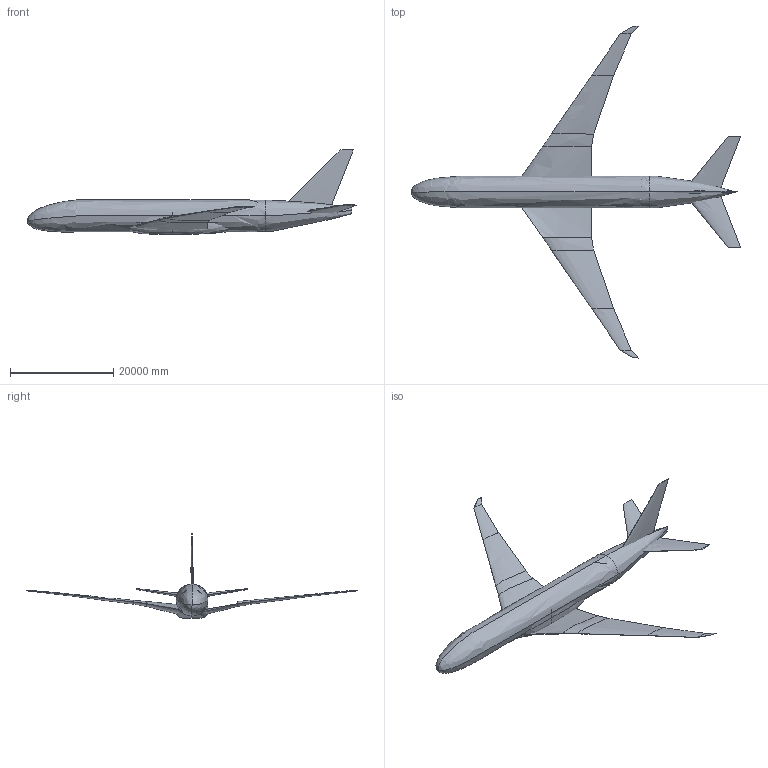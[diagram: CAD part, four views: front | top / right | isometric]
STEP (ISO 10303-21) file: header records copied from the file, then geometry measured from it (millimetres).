
FILE_DESCRIPTION( ( '' ), ' ' );
FILE_NAME( '5aabdc06d601a20ebb0bbb4e.step', '2018-03-16T15:00:22', ( '' ), ( '' ), ' ', ' ', ' ' );
FILE_SCHEMA( ( 'AUTOMOTIVE_DESIGN { 1 0 10303 214 1 1 1 1 }' ) );
Length unit declared in the file: metre
Products named in the file (8): Assem1; Wing.2; Wing; Fuselage; Vtail; Htail; Htail.1; Gear_Pod
Assembly tree (7 placements, depth 2):
  Assem1
    Wing.2
    Wing
    Fuselage
    Vtail
    Htail
    Htail.1
    Gear_Pod
Bounding box: 63878.46 x 64399.53 x 16306.8 mm (x, y, z)
Volume: 2346440692712.9 mm3; surface area: 2711968672.5 mm2
Topology: 6 solids, 7 shells, 51 faces, 135 edges, 74 vertices
Faces by surface type: bspline 41, plane 10
Entity records: 9444 total; most frequent: CARTESIAN_POINT 8471, ORIENTED_EDGE 224, EDGE_CURVE 112, B_SPLINE_CURVE_WITH_KNOTS 84, VERTEX_POINT 74, DIRECTION 64, ADVANCED_FACE 52, FACE_OUTER_BOUND 52
